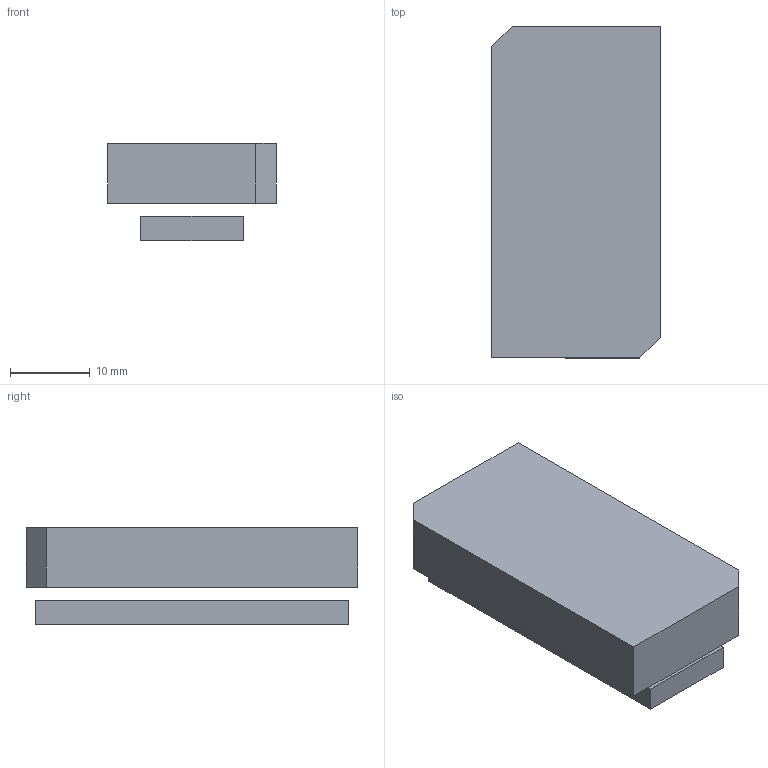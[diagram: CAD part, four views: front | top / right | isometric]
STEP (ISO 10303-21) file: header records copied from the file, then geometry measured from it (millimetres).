
FILE_DESCRIPTION((''),'2;1');
FILE_NAME('HMS_AB6000_Part2.stp','2014-11-27T09:15:55',(''),(''),'Mechanical Desktop 2011','Mechanical Desktop 2011',', , ');
FILE_SCHEMA(('AUTOMOTIVE_DESIGN { 1 2 10303 214 1 1 1 1 }'));
Length unit declared in the file: millimetre
Products named in the file (1): Product
Bounding box: 21.1 x 41.6 x 12.2 mm (x, y, z)
Volume: 8106.4 mm3; surface area: 3993.7 mm2
Topology: 2 solids, 2 shells, 14 faces, 30 edges, 20 vertices
Faces by surface type: plane 8, bspline 6
Entity records: 418 total; most frequent: CARTESIAN_POINT 83, ORIENTED_EDGE 60, DIRECTION 48, VECTOR 30, LINE 30, EDGE_CURVE 30, VERTEX_POINT 20, EDGE_LOOP 14
